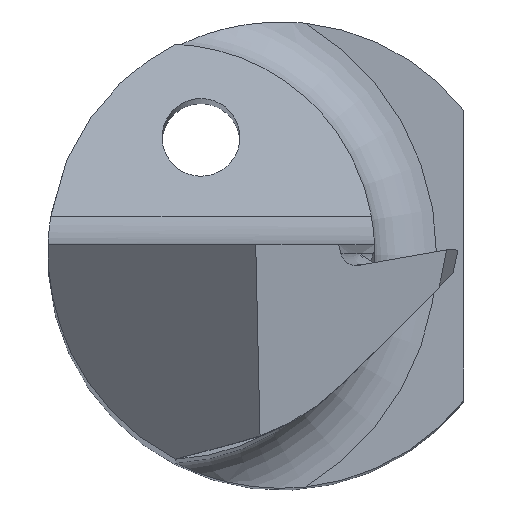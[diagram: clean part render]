
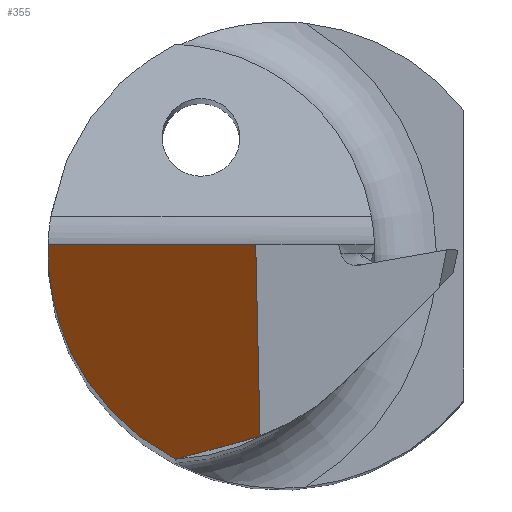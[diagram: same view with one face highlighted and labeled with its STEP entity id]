
A CAD part, top view. The second image highlights one B-rep face of the part: STEP entity #355.
In plain terms, the highlighted planar face has unit normal (-0.706, -0.052, 0.706).
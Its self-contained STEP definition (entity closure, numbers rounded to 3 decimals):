
#85 = ORIENTED_EDGE ( 'NONE', *, *, #265, .T. ) ;
#116 = VECTOR ( 'NONE', #690, 1000. ) ;
#144 = DIRECTION ( 'NONE',  ( 0.707, 0., 0.707 ) ) ;
#156 = ORIENTED_EDGE ( 'NONE', *, *, #623, .T. ) ;
#194 = VECTOR ( 'NONE', #1047, 1000. ) ;
#225 = EDGE_CURVE ( 'NONE', #1145, #1035, #939, .T. ) ;
#233 = VERTEX_POINT ( 'NONE', #325 ) ;
#243 = CARTESIAN_POINT ( 'NONE',  ( -0.328, 0.085, 44.897 ) ) ;
#253 = CARTESIAN_POINT ( 'NONE',  ( -2.999, 0.085, 42.227 ) ) ;
#265 = EDGE_CURVE ( 'NONE', #1068, #634, #895, .T. ) ;
#286 = CARTESIAN_POINT ( 'NONE',  ( -3.033, -1.108, 42.104 ) ) ;
#301 = AXIS2_PLACEMENT_3D ( 'NONE', #253, #505, #144 ) ;
#302 = LINE ( 'NONE', #842, #116 ) ;
#325 = CARTESIAN_POINT ( 'NONE',  ( -1.358, -2.675, 43.663 ) ) ;
#346 = FACE_OUTER_BOUND ( 'NONE', #513, .T. ) ;
#355 = ADVANCED_FACE ( 'NONE', ( #346 ), #877, .T. ) ;
#385 = CARTESIAN_POINT ( 'NONE',  ( -2.423, -2.135, 42.638 ) ) ;
#480 = CARTESIAN_POINT ( 'NONE',  ( -0.339, -2.399, 44.702 ) ) ;
#505 = DIRECTION ( 'NONE',  ( -0.706, -0.052, 0.706 ) ) ;
#513 = EDGE_LOOP ( 'NONE', ( #721, #609, #156, #85, #601 ) ) ;
#524 =( BOUNDED_CURVE ( )  B_SPLINE_CURVE ( 3, ( #929, #385, #286, #554 ),
 .UNSPECIFIED., .F., .F. ) 
 B_SPLINE_CURVE_WITH_KNOTS ( ( 4, 4 ),
 ( 5.256, 6.386 ),
 .UNSPECIFIED. ) 
 CURVE ( )  GEOMETRIC_REPRESENTATION_ITEM ( )  RATIONAL_B_SPLINE_CURVE ( ( 1., 0.897, 0.897, 1. ) ) 
 REPRESENTATION_ITEM ( '' )  );
#547 = CARTESIAN_POINT ( 'NONE',  ( -0.474, -2.438, 44.564 ) ) ;
#554 = CARTESIAN_POINT ( 'NONE',  ( -2.999, 0.085, 42.227 ) ) ;
#601 = ORIENTED_EDGE ( 'NONE', *, *, #782, .F. ) ;
#609 = ORIENTED_EDGE ( 'NONE', *, *, #225, .F. ) ;
#623 = EDGE_CURVE ( 'NONE', #1145, #1068, #302, .T. ) ;
#634 = VERTEX_POINT ( 'NONE', #1041 ) ;
#690 = DIRECTION ( 'NONE',  ( -0.023, 0.998, 0.051 ) ) ;
#701 = CARTESIAN_POINT ( 'NONE',  ( -2.999, 0.085, 42.227 ) ) ;
#721 = ORIENTED_EDGE ( 'NONE', *, *, #995, .F. ) ;
#732 = CARTESIAN_POINT ( 'NONE',  ( -0.262, -2.381, 44.781 ) ) ;
#751 = CARTESIAN_POINT ( 'NONE',  ( -0.272, -2.376, 44.771 ) ) ;
#763 = CARTESIAN_POINT ( 'NONE',  ( -0.272, -2.376, 44.771 ) ) ;
#782 = EDGE_CURVE ( 'NONE', #233, #634, #524, .T. ) ;
#817 = LINE ( 'NONE', #732, #1015 ) ;
#842 = CARTESIAN_POINT ( 'NONE',  ( -0.326, 0.008, 44.893 ) ) ;
#848 = CARTESIAN_POINT ( 'NONE',  ( -0.406, -2.42, 44.634 ) ) ;
#877 = PLANE ( 'NONE',  #301 ) ;
#895 = LINE ( 'NONE', #701, #194 ) ;
#929 = CARTESIAN_POINT ( 'NONE',  ( -1.358, -2.675, 43.663 ) ) ;
#939 =( BOUNDED_CURVE ( )  B_SPLINE_CURVE ( 3, ( #763, #480, #848, #1120 ),
 .UNSPECIFIED., .F., .F. ) 
 B_SPLINE_CURVE_WITH_KNOTS ( ( 4, 4 ),
 ( 4.449, 4.525 ),
 .UNSPECIFIED. ) 
 CURVE ( )  GEOMETRIC_REPRESENTATION_ITEM ( )  RATIONAL_B_SPLINE_CURVE ( ( 1., 1., 1., 1. ) ) 
 REPRESENTATION_ITEM ( '' )  );
#995 = EDGE_CURVE ( 'NONE', #1035, #233, #817, .T. ) ;
#1015 = VECTOR ( 'NONE', #1174, 1000. ) ;
#1035 = VERTEX_POINT ( 'NONE', #547 ) ;
#1041 = CARTESIAN_POINT ( 'NONE',  ( -2.999, 0.085, 42.227 ) ) ;
#1047 = DIRECTION ( 'NONE',  ( -0.707, 0., -0.707 ) ) ;
#1068 = VERTEX_POINT ( 'NONE', #243 ) ;
#1120 = CARTESIAN_POINT ( 'NONE',  ( -0.474, -2.438, 44.564 ) ) ;
#1145 = VERTEX_POINT ( 'NONE', #751 ) ;
#1174 = DIRECTION ( 'NONE',  ( -0.688, -0.184, -0.702 ) ) ;
